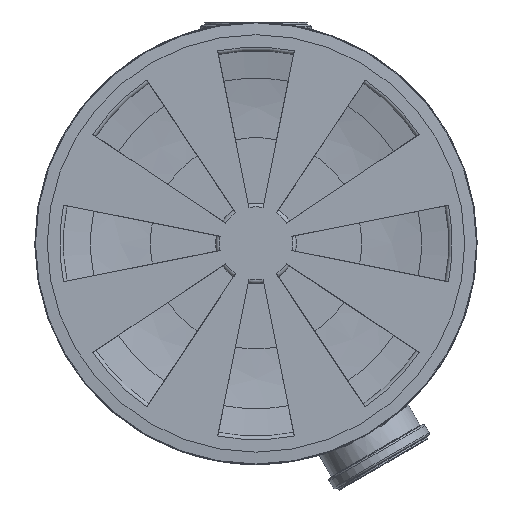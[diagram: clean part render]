
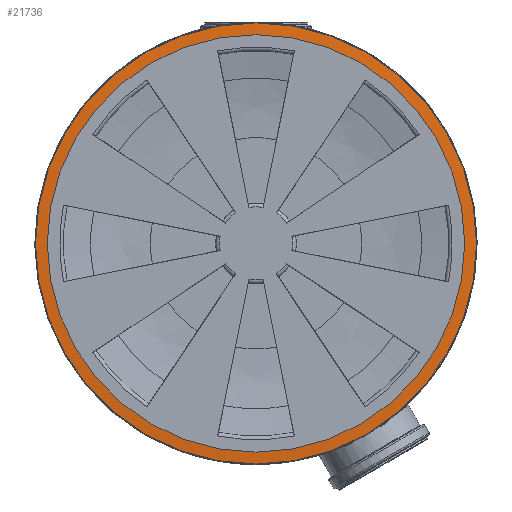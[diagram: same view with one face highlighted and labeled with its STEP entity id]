
A CAD part, front view. The second image highlights one B-rep face of the part: STEP entity #21736.
In plain terms, the highlighted conical face has half-angle 86 degrees and reference radius 353.465 mm.
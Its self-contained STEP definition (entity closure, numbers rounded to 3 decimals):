
#1083=CONICAL_SURFACE('',#23760,353.465,1.501);
#2080=FACE_OUTER_BOUND('',#3568,.T.);
#3568=EDGE_LOOP('',(#17280,#17281,#17282,#17283,#17284,#17285));
#4557=LINE('',#49960,#5076);
#5076=VECTOR('',#27673,353.465);
#7573=CIRCLE('',#23761,364.57);
#7574=CIRCLE('',#23762,342.36);
#7575=CIRCLE('',#23763,342.36);
#7576=CIRCLE('',#23764,364.57);
#9548=VERTEX_POINT('',#49956);
#9549=VERTEX_POINT('',#49957);
#9550=VERTEX_POINT('',#49959);
#9551=VERTEX_POINT('',#49961);
#12365=EDGE_CURVE('',#9548,#9549,#7573,.T.);
#12366=EDGE_CURVE('',#9548,#9550,#4557,.T.);
#12367=EDGE_CURVE('',#9550,#9551,#7574,.T.);
#12368=EDGE_CURVE('',#9551,#9550,#7575,.T.);
#12369=EDGE_CURVE('',#9549,#9548,#7576,.T.);
#17280=ORIENTED_EDGE('',*,*,#12365,.F.);
#17281=ORIENTED_EDGE('',*,*,#12366,.T.);
#17282=ORIENTED_EDGE('',*,*,#12367,.T.);
#17283=ORIENTED_EDGE('',*,*,#12368,.T.);
#17284=ORIENTED_EDGE('',*,*,#12366,.F.);
#17285=ORIENTED_EDGE('',*,*,#12369,.F.);
#21736=ADVANCED_FACE('',(#2080),#1083,.T.);
#23760=AXIS2_PLACEMENT_3D('',#49955,#27669,#27670);
#23761=AXIS2_PLACEMENT_3D('',#49958,#27671,#27672);
#23762=AXIS2_PLACEMENT_3D('',#49962,#27674,#27675);
#23763=AXIS2_PLACEMENT_3D('',#49963,#27676,#27677);
#23764=AXIS2_PLACEMENT_3D('',#49964,#27678,#27679);
#27669=DIRECTION('center_axis',(0.,1.,0.));
#27670=DIRECTION('ref_axis',(-1.,0.,0.));
#27671=DIRECTION('center_axis',(0.,1.,0.));
#27672=DIRECTION('ref_axis',(1.,0.,0.));
#27673=DIRECTION('',(-0.998,-0.07,0.));
#27674=DIRECTION('center_axis',(0.,1.,0.));
#27675=DIRECTION('ref_axis',(1.,0.,0.));
#27676=DIRECTION('center_axis',(0.,1.,0.));
#27677=DIRECTION('ref_axis',(1.,0.,0.));
#27678=DIRECTION('center_axis',(0.,1.,0.));
#27679=DIRECTION('ref_axis',(1.,0.,0.));
#49955=CARTESIAN_POINT('Origin',(0.,23.158,
0.));
#49956=CARTESIAN_POINT('',(364.57,23.935,0.));
#49957=CARTESIAN_POINT('',(0.,23.935,-364.57));
#49958=CARTESIAN_POINT('Origin',(0.,23.935,
0.));
#49959=CARTESIAN_POINT('',(342.36,22.382,0.));
#49960=CARTESIAN_POINT('',(353.465,23.158,0.));
#49961=CARTESIAN_POINT('',(0.,22.382,-342.36));
#49962=CARTESIAN_POINT('Origin',(0.,22.382,
0.));
#49963=CARTESIAN_POINT('Origin',(0.,22.382,
0.));
#49964=CARTESIAN_POINT('Origin',(0.,23.935,
0.));
